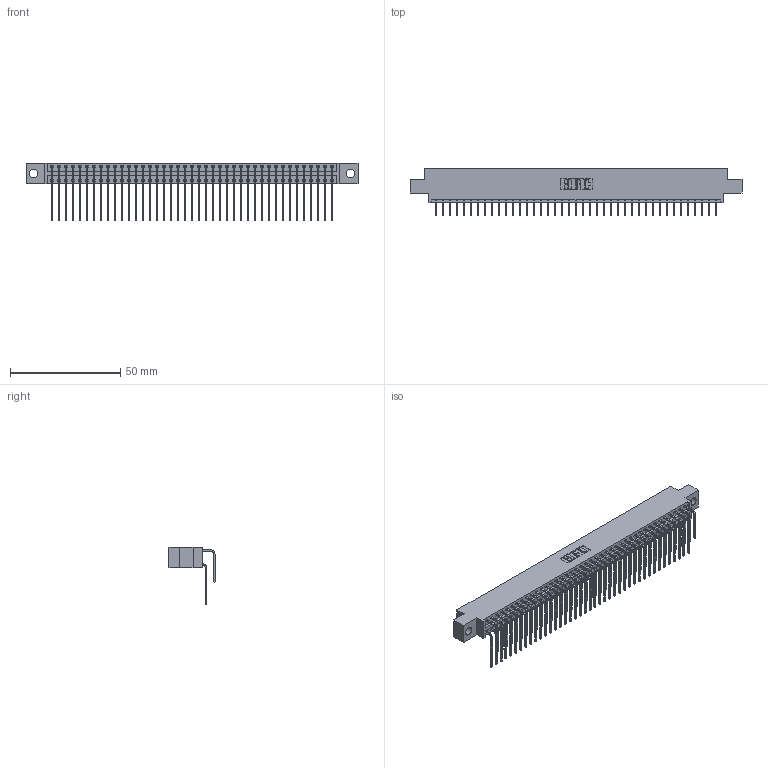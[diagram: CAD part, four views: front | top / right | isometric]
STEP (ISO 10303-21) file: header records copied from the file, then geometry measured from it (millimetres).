
FILE_DESCRIPTION (( 'STEP AP203' ), '1' );
FILE_NAME ('346-082-559-804.STEP', '2022-05-25T18:48:51', ( '' ), ( '' ), 'SwSTEP 2.0', 'SolidWorks 2020', '' );
FILE_SCHEMA (( 'CONFIG_CONTROL_DESIGN' ));
Length unit declared in the file: inch
Products named in the file (4): 346 Part_0.170 Offset - 0.156 Dia-TH; 345-292-001_559 Tail - 2; 345-292-001_558 559 Tail - 1; 346-082-559-804
Assembly tree (83 placements, depth 2):
  346-082-559-804
    346 Part_0.170 Offset - 0.156 Dia-TH
    345-292-001_558 559 Tail - 1  x41
    345-292-001_559 Tail - 2  x41
Bounding box: 150.75 x 20.89 x 26.16 mm (x, y, z)
Volume: 14904.6 mm3; surface area: 22768.5 mm2
Topology: 83 solids, 83 shells, 4568 faces, 13579 edges, 8942 vertices
Faces by surface type: plane 3128, cylinder 1440
Entity records: 29227 total; most frequent: CARTESIAN_POINT 4877, ORIENTED_EDGE 4758, DIRECTION 4319, EDGE_CURVE 2379, VECTOR 2043, LINE 2043, VERTEX_POINT 1582, AXIS2_PLACEMENT_3D 1138
